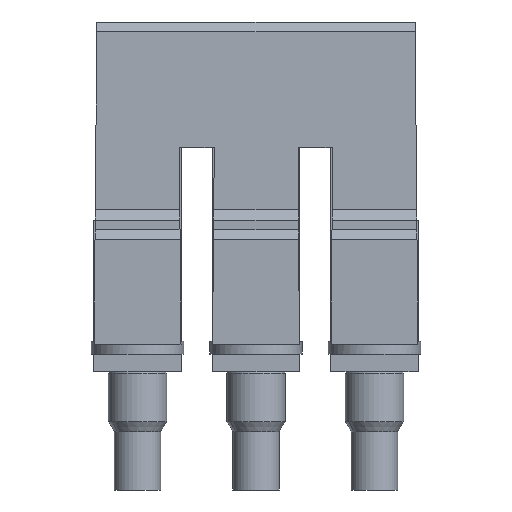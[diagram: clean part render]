
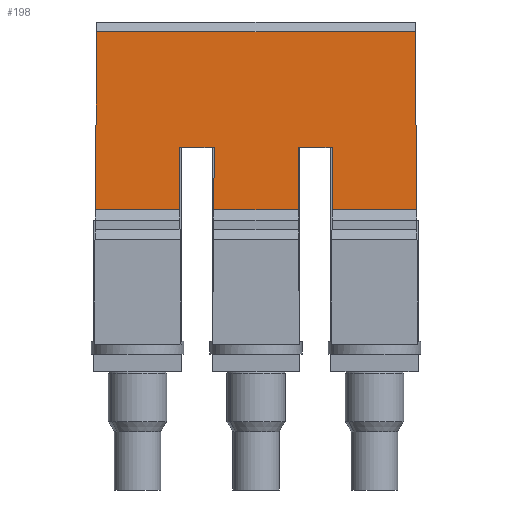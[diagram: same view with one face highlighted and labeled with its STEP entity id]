
A CAD part, front view. The second image highlights one B-rep face of the part: STEP entity #198.
In plain terms, the highlighted planar face has unit normal (0, -1, 0.009).
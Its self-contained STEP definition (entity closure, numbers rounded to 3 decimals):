
#75=AXIS2_PLACEMENT_3D('Plane Axis2P3D',#72,#73,#74) ;
#41=CARTESIAN_POINT('Vertex',(0.198,5.425,14.429)) ;
#57=CARTESIAN_POINT('Vertex',(4.552,5.425,14.429)) ;
#60=CARTESIAN_POINT('Line Origine',(2.375,5.425,14.429)) ;
#72=CARTESIAN_POINT('Axis2P3D Location',(2.375,5.425,14.5)) ;
#77=CARTESIAN_POINT('Line Origine',(6.312,5.439,16.04)) ;
#81=CARTESIAN_POINT('Vertex',(6.326,5.453,17.65)) ;
#83=CARTESIAN_POINT('Vertex',(6.298,5.425,14.429)) ;
#86=CARTESIAN_POINT('Line Origine',(8.475,5.425,14.429)) ;
#90=CARTESIAN_POINT('Vertex',(10.652,5.425,14.429)) ;
#93=CARTESIAN_POINT('Line Origine',(10.652,5.425,14.465)) ;
#97=CARTESIAN_POINT('Vertex',(10.653,5.425,14.5)) ;
#100=CARTESIAN_POINT('Line Origine',(10.653,5.439,16.075)) ;
#104=CARTESIAN_POINT('Vertex',(10.653,5.453,17.65)) ;
#107=CARTESIAN_POINT('Line Origine',(11.525,5.453,17.65)) ;
#111=CARTESIAN_POINT('Vertex',(12.397,5.453,17.65)) ;
#114=CARTESIAN_POINT('Line Origine',(12.397,5.439,16.075)) ;
#118=CARTESIAN_POINT('Vertex',(12.397,5.425,14.5)) ;
#121=CARTESIAN_POINT('Line Origine',(12.398,5.425,14.5)) ;
#125=CARTESIAN_POINT('Vertex',(12.399,5.425,14.5)) ;
#128=CARTESIAN_POINT('Line Origine',(12.398,5.425,14.465)) ;
#132=CARTESIAN_POINT('Vertex',(12.398,5.425,14.429)) ;
#135=CARTESIAN_POINT('Line Origine',(14.575,5.425,14.429)) ;
#139=CARTESIAN_POINT('Vertex',(16.752,5.425,14.429)) ;
#142=CARTESIAN_POINT('Line Origine',(16.712,5.465,19.015)) ;
#146=CARTESIAN_POINT('Vertex',(16.672,5.505,23.6)) ;
#149=CARTESIAN_POINT('Line Origine',(8.475,5.505,23.6)) ;
#153=CARTESIAN_POINT('Vertex',(0.278,5.505,23.6)) ;
#156=CARTESIAN_POINT('Line Origine',(0.238,5.465,19.05)) ;
#160=CARTESIAN_POINT('Vertex',(0.198,5.425,14.5)) ;
#163=CARTESIAN_POINT('Line Origine',(0.198,5.425,14.465)) ;
#168=CARTESIAN_POINT('Line Origine',(4.538,5.439,16.04)) ;
#172=CARTESIAN_POINT('Vertex',(4.524,5.453,17.65)) ;
#175=CARTESIAN_POINT('Line Origine',(5.425,5.453,17.65)) ;
#61=DIRECTION('Vector Direction',(-1.,0.,0.)) ;
#73=DIRECTION('Axis2P3D Direction',(0.,1.,-0.009)) ;
#74=DIRECTION('Axis2P3D XDirection',(0.,-0.009,-1.)) ;
#78=DIRECTION('Vector Direction',(-0.009,-0.009,-1.)) ;
#87=DIRECTION('Vector Direction',(-1.,0.,0.)) ;
#94=DIRECTION('Vector Direction',(0.009,-0.009,-1.)) ;
#101=DIRECTION('Vector Direction',(0.,-0.009,-1.)) ;
#108=DIRECTION('Vector Direction',(-1.,0.,0.)) ;
#115=DIRECTION('Vector Direction',(0.,-0.009,-1.)) ;
#122=DIRECTION('Vector Direction',(-1.,0.,0.)) ;
#129=DIRECTION('Vector Direction',(-0.009,-0.009,-1.)) ;
#136=DIRECTION('Vector Direction',(-1.,0.,0.)) ;
#143=DIRECTION('Vector Direction',(0.009,-0.009,-1.)) ;
#150=DIRECTION('Vector Direction',(-1.,0.,0.)) ;
#157=DIRECTION('Vector Direction',(-0.009,-0.009,-1.)) ;
#164=DIRECTION('Vector Direction',(-0.009,-0.009,-1.)) ;
#169=DIRECTION('Vector Direction',(0.009,-0.009,-1.)) ;
#176=DIRECTION('Vector Direction',(-1.,0.,0.)) ;
#62=VECTOR('Line Direction',#61,1.) ;
#79=VECTOR('Line Direction',#78,1.) ;
#88=VECTOR('Line Direction',#87,1.) ;
#95=VECTOR('Line Direction',#94,1.) ;
#102=VECTOR('Line Direction',#101,1.) ;
#109=VECTOR('Line Direction',#108,1.) ;
#116=VECTOR('Line Direction',#115,1.) ;
#123=VECTOR('Line Direction',#122,1.) ;
#130=VECTOR('Line Direction',#129,1.) ;
#137=VECTOR('Line Direction',#136,1.) ;
#144=VECTOR('Line Direction',#143,1.) ;
#151=VECTOR('Line Direction',#150,1.) ;
#158=VECTOR('Line Direction',#157,1.) ;
#165=VECTOR('Line Direction',#164,1.) ;
#170=VECTOR('Line Direction',#169,1.) ;
#177=VECTOR('Line Direction',#176,1.) ;
#181=ORIENTED_EDGE('',*,*,#85,.T.) ;
#182=ORIENTED_EDGE('',*,*,#92,.F.) ;
#183=ORIENTED_EDGE('',*,*,#99,.F.) ;
#184=ORIENTED_EDGE('',*,*,#106,.F.) ;
#185=ORIENTED_EDGE('',*,*,#113,.F.) ;
#186=ORIENTED_EDGE('',*,*,#120,.T.) ;
#187=ORIENTED_EDGE('',*,*,#127,.F.) ;
#188=ORIENTED_EDGE('',*,*,#134,.T.) ;
#189=ORIENTED_EDGE('',*,*,#141,.F.) ;
#190=ORIENTED_EDGE('',*,*,#148,.F.) ;
#191=ORIENTED_EDGE('',*,*,#155,.T.) ;
#192=ORIENTED_EDGE('',*,*,#162,.T.) ;
#193=ORIENTED_EDGE('',*,*,#167,.T.) ;
#194=ORIENTED_EDGE('',*,*,#64,.F.) ;
#195=ORIENTED_EDGE('',*,*,#174,.F.) ;
#196=ORIENTED_EDGE('',*,*,#179,.F.) ;
#198=ADVANCED_FACE('KU_WQV4/3',(#197),#76,.F.) ;
#64=EDGE_CURVE('',#58,#42,#63,.T.) ;
#85=EDGE_CURVE('',#82,#84,#80,.T.) ;
#92=EDGE_CURVE('',#91,#84,#89,.T.) ;
#99=EDGE_CURVE('',#98,#91,#96,.T.) ;
#106=EDGE_CURVE('',#105,#98,#103,.T.) ;
#113=EDGE_CURVE('',#112,#105,#110,.T.) ;
#120=EDGE_CURVE('',#112,#119,#117,.T.) ;
#127=EDGE_CURVE('',#126,#119,#124,.T.) ;
#134=EDGE_CURVE('',#126,#133,#131,.T.) ;
#141=EDGE_CURVE('',#140,#133,#138,.T.) ;
#148=EDGE_CURVE('',#147,#140,#145,.T.) ;
#155=EDGE_CURVE('',#147,#154,#152,.T.) ;
#162=EDGE_CURVE('',#154,#161,#159,.T.) ;
#167=EDGE_CURVE('',#161,#42,#166,.T.) ;
#174=EDGE_CURVE('',#173,#58,#171,.T.) ;
#179=EDGE_CURVE('',#82,#173,#178,.T.) ;
#180=EDGE_LOOP('',(#181,#182,#183,#184,#185,#186,#187,#188,#189,#190,#191,#192,#193,#194,#195,#196)) ;
#197=FACE_OUTER_BOUND('',#180,.T.) ;
#63=LINE('Line',#60,#62) ;
#80=LINE('Line',#77,#79) ;
#89=LINE('Line',#86,#88) ;
#96=LINE('Line',#93,#95) ;
#103=LINE('Line',#100,#102) ;
#110=LINE('Line',#107,#109) ;
#117=LINE('Line',#114,#116) ;
#124=LINE('Line',#121,#123) ;
#131=LINE('Line',#128,#130) ;
#138=LINE('Line',#135,#137) ;
#145=LINE('Line',#142,#144) ;
#152=LINE('Line',#149,#151) ;
#159=LINE('Line',#156,#158) ;
#166=LINE('Line',#163,#165) ;
#171=LINE('Line',#168,#170) ;
#178=LINE('Line',#175,#177) ;
#76=PLANE('',#75) ;
#42=VERTEX_POINT('',#41) ;
#58=VERTEX_POINT('',#57) ;
#82=VERTEX_POINT('',#81) ;
#84=VERTEX_POINT('',#83) ;
#91=VERTEX_POINT('',#90) ;
#98=VERTEX_POINT('',#97) ;
#105=VERTEX_POINT('',#104) ;
#112=VERTEX_POINT('',#111) ;
#119=VERTEX_POINT('',#118) ;
#126=VERTEX_POINT('',#125) ;
#133=VERTEX_POINT('',#132) ;
#140=VERTEX_POINT('',#139) ;
#147=VERTEX_POINT('',#146) ;
#154=VERTEX_POINT('',#153) ;
#161=VERTEX_POINT('',#160) ;
#173=VERTEX_POINT('',#172) ;
